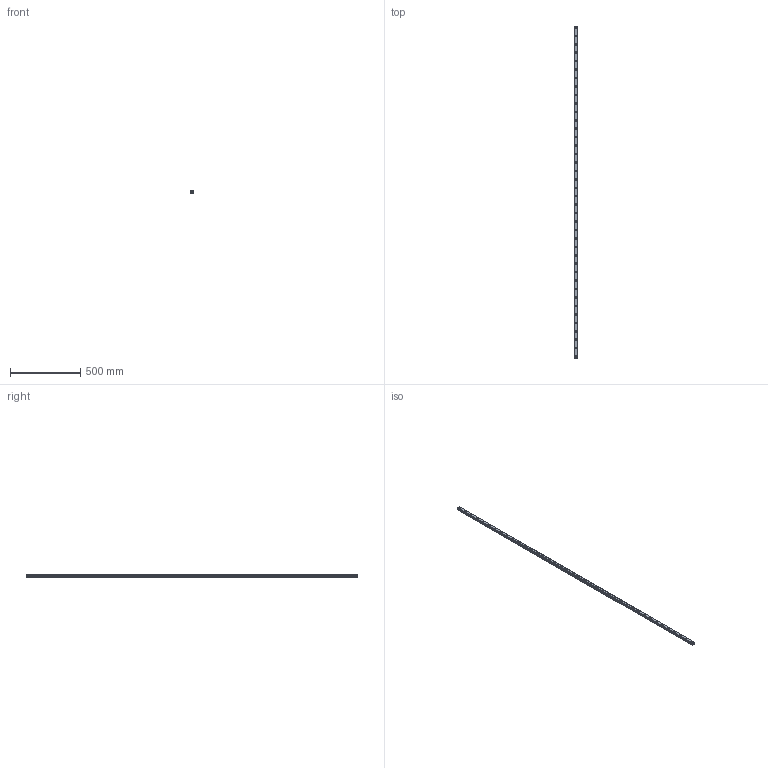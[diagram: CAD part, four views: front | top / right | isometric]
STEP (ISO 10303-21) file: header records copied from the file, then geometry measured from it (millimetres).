
FILE_DESCRIPTION(('STEP AP214'),'1');
FILE_NAME('cctmp_99A00E08-96AF-4E32-8EB1-C9E6B689ED4E_2021_02_09_14_05_11_0899..stp','2021-02-09T13:05:12',('HIWIN GmbH'),('CADClick - www.CADClick.com'),'Spatial InterOp 3D',' ','unknown authorization');
FILE_SCHEMA(('AUTOMOTIVE_DESIGN'));
Length unit declared in the file: millimetre
Products named in the file (1): EGR25R2360C_FILE
Bounding box: 23 x 2360 x 18 mm (x, y, z)
Volume: 810964.2 mm3; surface area: 219835.2 mm2
Topology: 1 solids, 1 shells, 585 faces, 1497 edges, 998 vertices
Faces by surface type: plane 325, cylinder 260
Entity records: 22875 total; most frequent: DIRECTION 3509, CARTESIAN_POINT 3081, ORIENTED_EDGE 2994, EDGE_CURVE 1497, AXIS2_PLACEMENT_3D 1426, VERTEX_POINT 998, CIRCLE 680, EDGE_LOOP 669
